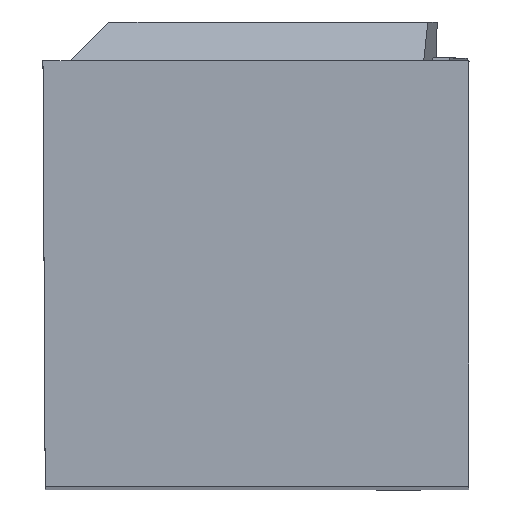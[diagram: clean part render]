
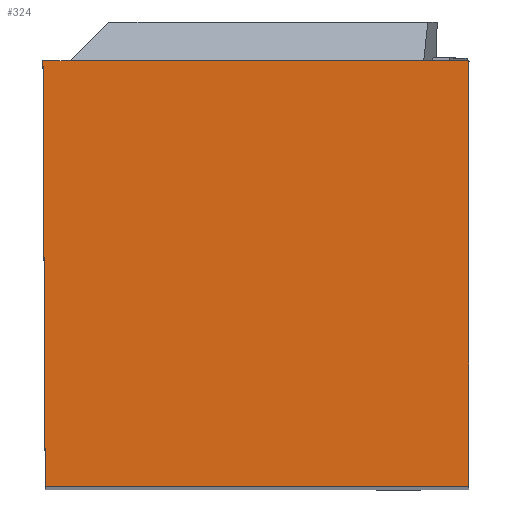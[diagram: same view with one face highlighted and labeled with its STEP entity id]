
A CAD part, top view. The second image highlights one B-rep face of the part: STEP entity #324.
In plain terms, the highlighted planar face has unit normal (0, 0, 1).
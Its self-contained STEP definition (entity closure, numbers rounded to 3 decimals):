
#324=ADVANCED_FACE('BLANK_BOXF006',(#490),#437,.F.);
#437=PLANE('',#2154);
#490=FACE_OUTER_BOUND('',#604,.T.);
#604=EDGE_LOOP('',(#777,#778,#779,#780));
#777=ORIENTED_EDGE('',*,*,#1508,.F.);
#778=ORIENTED_EDGE('',*,*,#1499,.T.);
#779=ORIENTED_EDGE('',*,*,#1496,.F.);
#780=ORIENTED_EDGE('',*,*,#1506,.F.);
#1307=VERTEX_POINT('',#2928);
#1308=VERTEX_POINT('',#2930);
#1309=VERTEX_POINT('',#2936);
#1314=VERTEX_POINT('',#2948);
#1496=EDGE_CURVE('',#1307,#1308,#1785,.T.);
#1499=EDGE_CURVE('',#1309,#1308,#1788,.T.);
#1506=EDGE_CURVE('',#1314,#1307,#1793,.T.);
#1508=EDGE_CURVE('',#1309,#1314,#1795,.T.);
#1785=LINE('',#2929,#1931);
#1788=LINE('',#2935,#1934);
#1793=LINE('',#2949,#1939);
#1795=LINE('',#2952,#1941);
#1931=VECTOR('',#2383,1.);
#1934=VECTOR('',#2390,1.);
#1939=VECTOR('',#2401,1.);
#1941=VECTOR('',#2405,1.);
#2154=AXIS2_PLACEMENT_3D('',#2954,#2408,#2409);
#2383=DIRECTION('',(-0.005,1.,0.));
#2390=DIRECTION('',(-1.,0.,0.));
#2401=DIRECTION('',(-1.,0.,0.));
#2405=DIRECTION('',(0.,-1.,0.));
#2408=DIRECTION('',(0.,0.,-1.));
#2409=DIRECTION('',(-1.,0.,0.));
#2928=CARTESIAN_POINT('',(0.167,0.,0.));
#2929=CARTESIAN_POINT('',(-0.015,34.802,0.));
#2930=CARTESIAN_POINT('',(0.,31.85,0.));
#2935=CARTESIAN_POINT('',(64.,31.85,0.));
#2936=CARTESIAN_POINT('',(31.85,31.85,0.));
#2948=CARTESIAN_POINT('',(31.85,0.,0.));
#2949=CARTESIAN_POINT('',(64.,0.,0.));
#2952=CARTESIAN_POINT('',(31.85,35.,0.));
#2954=CARTESIAN_POINT('',(37.85,35.,0.));
